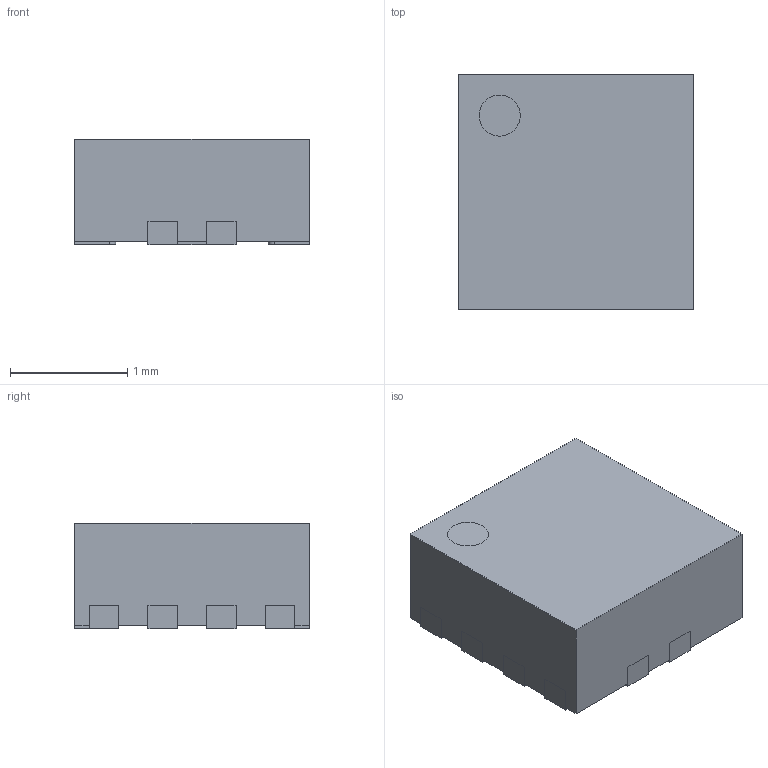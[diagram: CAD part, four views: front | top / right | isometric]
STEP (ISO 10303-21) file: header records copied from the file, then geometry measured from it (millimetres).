
FILE_DESCRIPTION (( 'STEP AP214' ), '1' );
FILE_NAME ('MP3423 (QFN-14, 2x2).STEP', '2022-01-27T00:12:52', ( '' ), ( '' ), 'SwSTEP 2.0', 'SolidWorks 2021', '' );
FILE_SCHEMA (( 'AUTOMOTIVE_DESIGN' ));
Length unit declared in the file: millimetre
Products named in the file (1): MP3423 (QFN-14, 2x2)
Bounding box: 2 x 2 x 0.9 mm (x, y, z)
Volume: 3.5 mm3; surface area: 23.3 mm2
Topology: 15 solids, 15 shells, 215 faces, 546 edges, 364 vertices
Faces by surface type: plane 151, cylinder 64
Entity records: 6639 total; most frequent: CARTESIAN_POINT 1126, DIRECTION 1106, ORIENTED_EDGE 1092, EDGE_CURVE 546, VECTOR 418, LINE 418, VERTEX_POINT 364, AXIS2_PLACEMENT_3D 344
